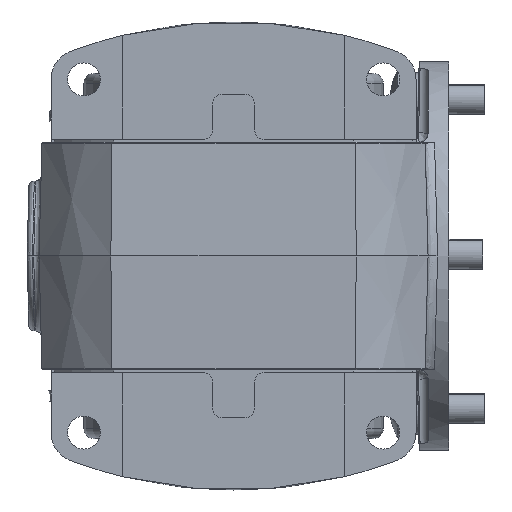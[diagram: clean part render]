
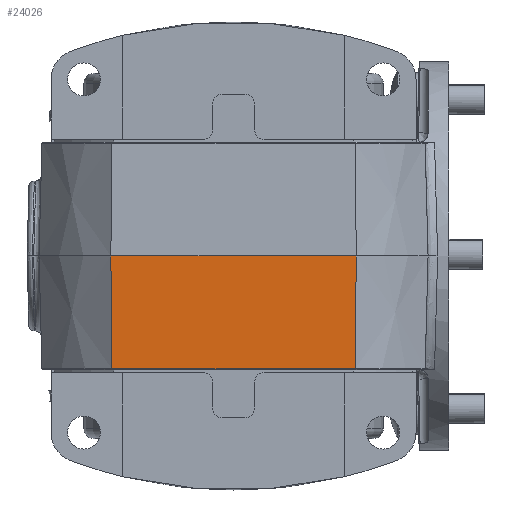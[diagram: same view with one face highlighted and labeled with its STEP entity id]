
A CAD part, front view. The second image highlights one B-rep face of the part: STEP entity #24026.
In plain terms, the highlighted planar face has unit normal (0, -1, -0.026).
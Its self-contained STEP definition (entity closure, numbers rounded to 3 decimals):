
#1279 = EDGE_CURVE ( 'NONE', #6252, #1871, #22681, .T. ) ;
#1280 = CARTESIAN_POINT ( 'NONE',  ( -25.231, -49.065, 14.661 ) ) ;
#1282 = CARTESIAN_POINT ( 'NONE',  ( -25.279, -48.901, 8.393 ) ) ;
#1291 = CARTESIAN_POINT ( 'NONE',  ( -25.327, -48.737, 2.124 ) ) ;
#1293 = CARTESIAN_POINT ( 'NONE',  ( -25.376, -48.573, -4.144 ) ) ;
#1331 = EDGE_CURVE ( 'NONE', #6252, #1873, #6486, .T. ) ;
#1554 = EDGE_CURVE ( 'NONE', #1873, #1870, #22775, .T. ) ;
#1807 = CARTESIAN_POINT ( 'NONE',  ( -66.219, -49.065, 14.661 ) ) ;
#1813 = DIRECTION ( 'NONE',  ( 1., 0., 0. ) ) ;
#1870 = VERTEX_POINT ( 'NONE', #28711 ) ;
#1871 = VERTEX_POINT ( 'NONE', #28712 ) ;
#1873 = VERTEX_POINT ( 'NONE', #28714 ) ;
#4731 = CARTESIAN_POINT ( 'NONE',  ( -66.122, -48.737, 2.124 ) ) ;
#4732 = CARTESIAN_POINT ( 'NONE',  ( -66.171, -48.901, 8.393 ) ) ;
#4736 = CARTESIAN_POINT ( 'NONE',  ( -66.219, -49.065, 14.661 ) ) ;
#4738 = CARTESIAN_POINT ( 'NONE',  ( -66.074, -48.573, -4.144 ) ) ;
#6252 = VERTEX_POINT ( 'NONE', #24960 ) ;
#6486 = LINE ( 'NONE', #1807, #6487 ) ;
#6487 = VECTOR ( 'NONE', #1813, 1000. ) ;
#7340 = CARTESIAN_POINT ( 'NONE',  ( -66.219, -48.573, -4.144 ) ) ;
#7347 = DIRECTION ( 'NONE',  ( 1., 0., 0. ) ) ;
#8079 = LINE ( 'NONE', #7340, #8081 ) ;
#8081 = VECTOR ( 'NONE', #7347, 1000. ) ;
#9166 = FACE_OUTER_BOUND ( 'NONE', #10582, .T. ) ;
#10582 = EDGE_LOOP ( 'NONE', ( #22399, #22398, #22397, #22396 ) ) ;
#10872 = AXIS2_PLACEMENT_3D ( 'NONE', #21254, #21260, #21261 ) ;
#19223 = EDGE_CURVE ( 'NONE', #1871, #1870, #8079, .T. ) ;
#21254 = CARTESIAN_POINT ( 'NONE',  ( -66.219, -49.065, 14.661 ) ) ;
#21258 = PLANE ( 'NONE',  #10872 ) ;
#21260 = DIRECTION ( 'NONE',  ( 0., -1., -0.026 ) ) ;
#21261 = DIRECTION ( 'NONE',  ( 0., 0.026, -1. ) ) ;
#22396 = ORIENTED_EDGE ( 'NONE', *, *, #1331, .F. ) ;
#22397 = ORIENTED_EDGE ( 'NONE', *, *, #1554, .F. ) ;
#22398 = ORIENTED_EDGE ( 'NONE', *, *, #19223, .T. ) ;
#22399 = ORIENTED_EDGE ( 'NONE', *, *, #1279, .T. ) ;
#22681 = B_SPLINE_CURVE_WITH_KNOTS ( 'NONE', 3,
 ( #4736, #4732, #4731, #4738 ),
 .UNSPECIFIED., .F., .F.,
 ( 4, 4 ),
 ( 0., 0.019 ),
 .UNSPECIFIED. ) ;
#22775 = B_SPLINE_CURVE_WITH_KNOTS ( 'NONE', 3,
 ( #1280, #1282, #1291, #1293 ),
 .UNSPECIFIED., .F., .F.,
 ( 4, 4 ),
 ( 0., 0.019 ),
 .UNSPECIFIED. ) ;
#24026 = ADVANCED_FACE ( 'NONE', ( #9166 ), #21258, .T. ) ;
#24960 = CARTESIAN_POINT ( 'NONE',  ( -66.219, -49.065, 14.661 ) ) ;
#28711 = CARTESIAN_POINT ( 'NONE',  ( -25.376, -48.573, -4.144 ) ) ;
#28712 = CARTESIAN_POINT ( 'NONE',  ( -66.074, -48.573, -4.144 ) ) ;
#28714 = CARTESIAN_POINT ( 'NONE',  ( -25.231, -49.065, 14.661 ) ) ;
